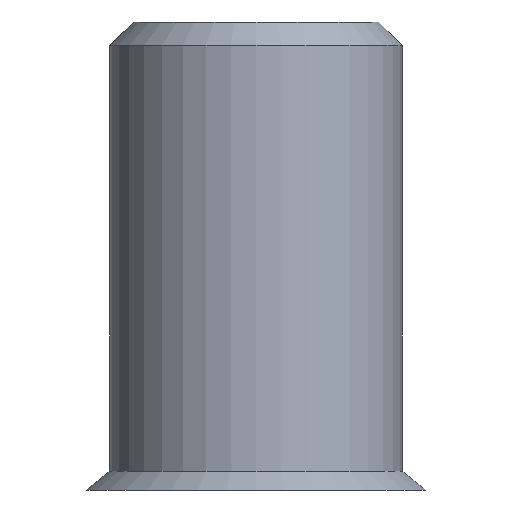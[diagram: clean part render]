
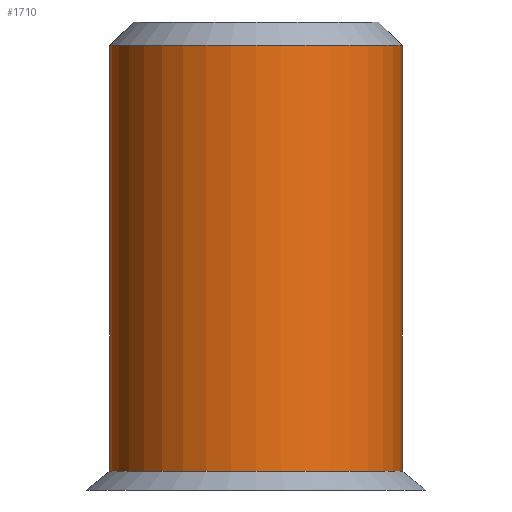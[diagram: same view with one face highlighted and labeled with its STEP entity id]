
A CAD part, front view. The second image highlights one B-rep face of the part: STEP entity #1710.
In plain terms, the highlighted cylindrical face has radius 6.25 mm (diameter 12.5 mm), a full revolution.
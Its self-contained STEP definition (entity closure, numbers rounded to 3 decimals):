
#27 = DIRECTION ( 'NONE',  ( 1., 0., 0. ) ) ;
#388 = CARTESIAN_POINT ( 'NONE',  ( 6.25, 0., 19. ) ) ;
#450 = EDGE_LOOP ( 'NONE', ( #7192 ) ) ;
#648 = DIRECTION ( 'NONE',  ( 0., 0., 1. ) ) ;
#1710 = ADVANCED_FACE ( 'NONE', ( #5874, #2020 ), #4724, .T. ) ;
#2020 = FACE_OUTER_BOUND ( 'NONE', #7893, .T. ) ;
#2597 = CARTESIAN_POINT ( 'NONE',  ( 6.25, 0., 0.8 ) ) ;
#2644 = VERTEX_POINT ( 'NONE', #388 ) ;
#2837 = CARTESIAN_POINT ( 'NONE',  ( 0., 0., 20. ) ) ;
#3440 = VERTEX_POINT ( 'NONE', #2597 ) ;
#3607 = AXIS2_PLACEMENT_3D ( 'NONE', #8131, #8858, #27 ) ;
#3728 = ORIENTED_EDGE ( 'NONE', *, *, #7478, .T. ) ;
#4724 = CYLINDRICAL_SURFACE ( 'NONE', #8247, 6.25 ) ;
#5874 = FACE_OUTER_BOUND ( 'NONE', #450, .T. ) ;
#5927 = CIRCLE ( 'NONE', #3607, 6.25 ) ;
#6040 = AXIS2_PLACEMENT_3D ( 'NONE', #7631, #9079, #6096 ) ;
#6096 = DIRECTION ( 'NONE',  ( 1., 0., 0. ) ) ;
#6444 = DIRECTION ( 'NONE',  ( 1., 0., 0. ) ) ;
#6563 = EDGE_CURVE ( 'NONE', #2644, #2644, #5927, .T. ) ;
#7192 = ORIENTED_EDGE ( 'NONE', *, *, #6563, .F. ) ;
#7478 = EDGE_CURVE ( 'NONE', #3440, #3440, #7769, .T. ) ;
#7631 = CARTESIAN_POINT ( 'NONE',  ( 0., 0., 0.8 ) ) ;
#7769 = CIRCLE ( 'NONE', #6040, 6.25 ) ;
#7893 = EDGE_LOOP ( 'NONE', ( #3728 ) ) ;
#8131 = CARTESIAN_POINT ( 'NONE',  ( 0., 0., 19. ) ) ;
#8247 = AXIS2_PLACEMENT_3D ( 'NONE', #2837, #648, #6444 ) ;
#8858 = DIRECTION ( 'NONE',  ( 0., 0., 1. ) ) ;
#9079 = DIRECTION ( 'NONE',  ( 0., 0., 1. ) ) ;
